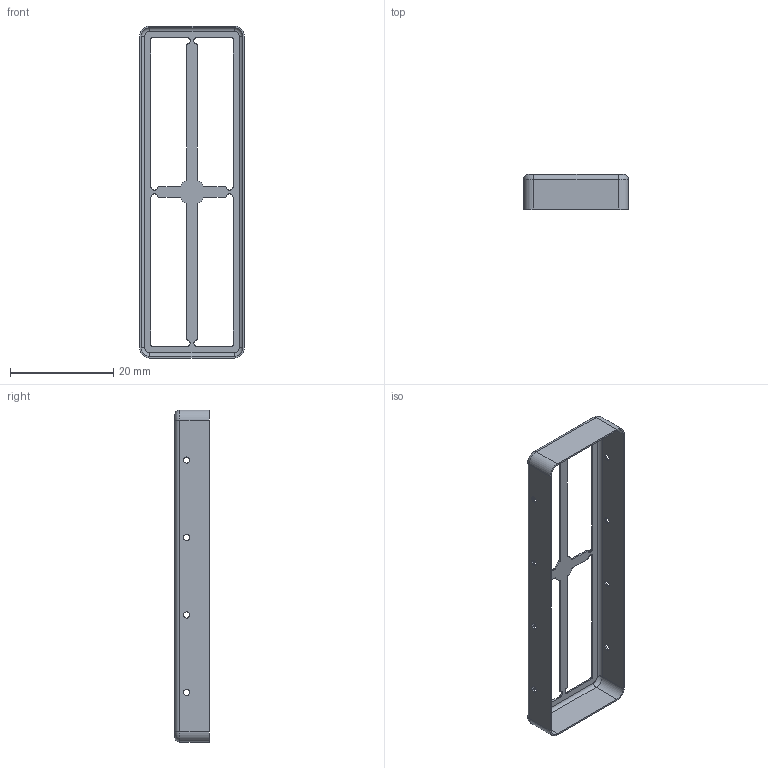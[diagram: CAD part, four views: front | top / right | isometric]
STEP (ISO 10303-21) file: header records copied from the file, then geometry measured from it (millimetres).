
FILE_DESCRIPTION (( 'STEP AP203' ), '1' );
FILE_NAME ('MS643-10F.step', '2024-04-07T09:07:40', ( '' ), ( '' ), 'SwSTEP 2.0', 'SolidWorks 2023', '' );
FILE_SCHEMA (( 'CONFIG_CONTROL_DESIGN' ));
Length unit declared in the file: millimetre
Products named in the file (1): MS643-10F
Bounding box: 20.3 x 6.7 x 64.3 mm (x, y, z)
Volume: 444.4 mm3; surface area: 3108 mm2
Topology: 1 solids, 1 shells, 106 faces, 280 edges, 176 vertices
Faces by surface type: cylinder 64, plane 34, torus 8
Entity records: 3429 total; most frequent: DIRECTION 630, CARTESIAN_POINT 563, ORIENTED_EDGE 560, EDGE_CURVE 280, AXIS2_PLACEMENT_3D 243, VERTEX_POINT 176, VECTOR 144, LINE 144
